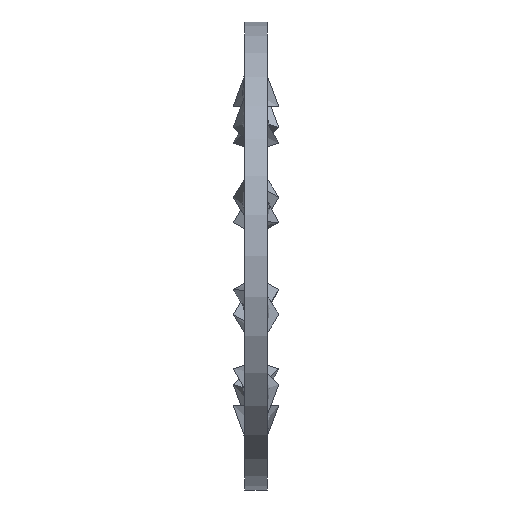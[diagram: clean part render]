
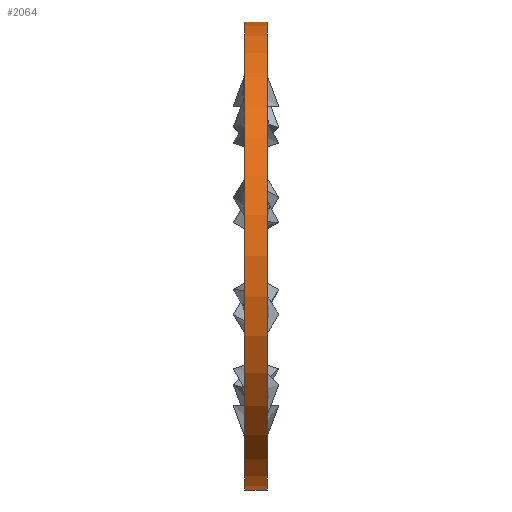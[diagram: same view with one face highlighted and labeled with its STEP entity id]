
A CAD part, front view. The second image highlights one B-rep face of the part: STEP entity #2064.
In plain terms, the highlighted cylindrical face has radius 5.1 mm (diameter 10.2 mm), a full revolution.
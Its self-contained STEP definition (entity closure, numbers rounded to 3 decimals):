
#19=FACE_BOUND('',#269,.T.);
#35=CIRCLE('',#2157,5.1);
#36=CIRCLE('',#2158,5.1);
#39=CYLINDRICAL_SURFACE('',#2156,5.1);
#160=FACE_OUTER_BOUND('',#268,.T.);
#268=EDGE_LOOP('',(#1628));
#269=EDGE_LOOP('',(#1629));
#974=VERTEX_POINT('',#3924);
#975=VERTEX_POINT('',#3926);
#1251=EDGE_CURVE('',#974,#974,#35,.T.);
#1252=EDGE_CURVE('',#975,#975,#36,.T.);
#1628=ORIENTED_EDGE('',*,*,#1251,.F.);
#1629=ORIENTED_EDGE('',*,*,#1252,.T.);
#2064=ADVANCED_FACE('',(#160,#19),#39,.T.);
#2156=AXIS2_PLACEMENT_3D('',#3923,#2312,#2313);
#2157=AXIS2_PLACEMENT_3D('',#3925,#2314,#2315);
#2158=AXIS2_PLACEMENT_3D('',#3927,#2316,#2317);
#2312=DIRECTION('center_axis',(-1.,0.,0.));
#2313=DIRECTION('ref_axis',(0.,-1.,0.));
#2314=DIRECTION('center_axis',(-1.,0.,0.));
#2315=DIRECTION('ref_axis',(0.,-1.,0.));
#2316=DIRECTION('center_axis',(-1.,0.,0.));
#2317=DIRECTION('ref_axis',(0.,-1.,0.));
#3923=CARTESIAN_POINT('Origin',(0.5,0.,
3.5));
#3924=CARTESIAN_POINT('',(0.,-5.1,3.5));
#3925=CARTESIAN_POINT('Origin',(0.,0.,
3.5));
#3926=CARTESIAN_POINT('',(0.5,-5.1,3.5));
#3927=CARTESIAN_POINT('Origin',(0.5,0.,
3.5));
